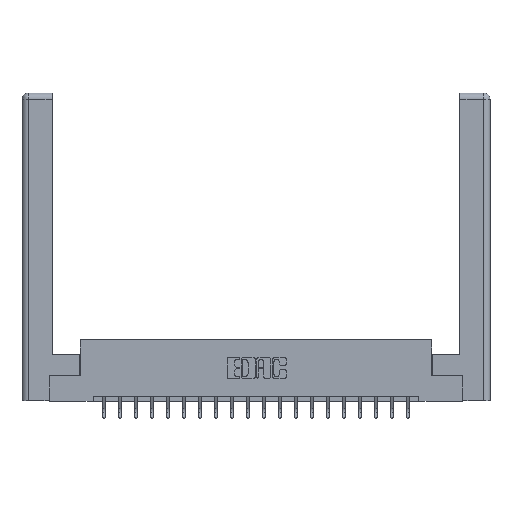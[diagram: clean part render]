
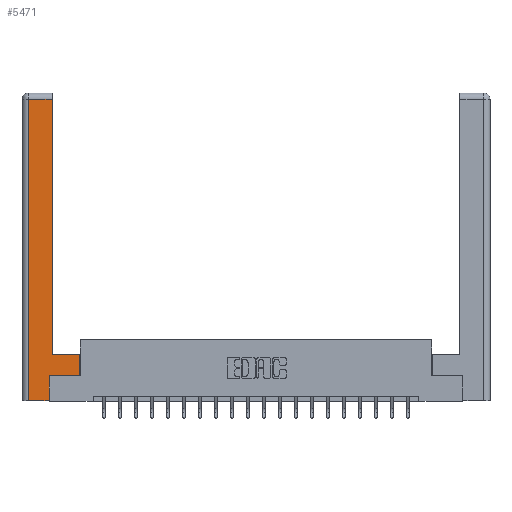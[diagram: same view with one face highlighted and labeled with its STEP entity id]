
A CAD part, top view. The second image highlights one B-rep face of the part: STEP entity #5471.
In plain terms, the highlighted planar face has unit normal (0, 0, 1).
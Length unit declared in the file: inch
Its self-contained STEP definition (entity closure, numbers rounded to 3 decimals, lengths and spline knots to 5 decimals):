
#398 = LINE ( 'NONE', #19429, #2496 ) ;
#408 = VERTEX_POINT ( 'NONE', #4065 ) ;
#855 = EDGE_CURVE ( 'NONE', #7644, #1751, #20647, .T. ) ;
#963 = ORIENTED_EDGE ( 'NONE', *, *, #16162, .T. ) ;
#1087 = LINE ( 'NONE', #9432, #17988 ) ;
#1245 = DIRECTION ( 'NONE',  ( -1., 0., 0. ) ) ;
#1655 = DIRECTION ( 'NONE',  ( 0., 0., -1. ) ) ;
#1751 = VERTEX_POINT ( 'NONE', #20127 ) ;
#2294 = VECTOR ( 'NONE', #16303, 39.37008 ) ;
#2398 = ORIENTED_EDGE ( 'NONE', *, *, #9953, .T. ) ;
#2496 = VECTOR ( 'NONE', #15168, 39.37008 ) ;
#2673 = EDGE_CURVE ( 'NONE', #9515, #13138, #1087, .T. ) ;
#2806 = EDGE_CURVE ( 'NONE', #9501, #9515, #11794, .T. ) ;
#3638 = EDGE_CURVE ( 'NONE', #13848, #9501, #17204, .T. ) ;
#3680 = CARTESIAN_POINT ( 'NONE',  ( 0.295, 2.94, 0. ) ) ;
#4065 = CARTESIAN_POINT ( 'NONE',  ( 0.565, 0.245, 0. ) ) ;
#4505 = VECTOR ( 'NONE', #4777, 39.37008 ) ;
#4777 = DIRECTION ( 'NONE',  ( 1., 0., 0. ) ) ;
#5394 = ORIENTED_EDGE ( 'NONE', *, *, #855, .T. ) ;
#5471 = ADVANCED_FACE ( 'NONE', ( #5590 ), #7993, .F. ) ;
#5590 = FACE_OUTER_BOUND ( 'NONE', #15405, .T. ) ;
#6711 = EDGE_CURVE ( 'NONE', #1751, #408, #398, .T. ) ;
#6897 = VECTOR ( 'NONE', #10863, 39.37008 ) ;
#7432 = CARTESIAN_POINT ( 'NONE',  ( 0.0615, 0., 0. ) ) ;
#7455 = CARTESIAN_POINT ( 'NONE',  ( 0.265, 0., 0. ) ) ;
#7580 = CARTESIAN_POINT ( 'NONE',  ( 0.295, 3., 0. ) ) ;
#7644 = VERTEX_POINT ( 'NONE', #7455 ) ;
#7700 = DIRECTION ( 'NONE',  ( 0., 1., 0. ) ) ;
#7728 = CARTESIAN_POINT ( 'NONE',  ( 0.0615, 2.94, 0. ) ) ;
#7993 = PLANE ( 'NONE',  #13110 ) ;
#8013 = CARTESIAN_POINT ( 'NONE',  ( 0.295, 0.45, 0. ) ) ;
#8105 = ORIENTED_EDGE ( 'NONE', *, *, #2673, .T. ) ;
#8469 = DIRECTION ( 'NONE',  ( -1., 0., 0. ) ) ;
#8817 = LINE ( 'NONE', #21067, #4505 ) ;
#9432 = CARTESIAN_POINT ( 'NONE',  ( 0.0615, 0., 0. ) ) ;
#9501 = VERTEX_POINT ( 'NONE', #3680 ) ;
#9515 = VERTEX_POINT ( 'NONE', #16855 ) ;
#9953 = EDGE_CURVE ( 'NONE', #408, #18564, #10430, .T. ) ;
#10130 = VECTOR ( 'NONE', #17882, 39.37008 ) ;
#10430 = LINE ( 'NONE', #13051, #2294 ) ;
#10863 = DIRECTION ( 'NONE',  ( 0., 1., 0. ) ) ;
#10911 = CARTESIAN_POINT ( 'NONE',  ( 0.265, 0.245, 0. ) ) ;
#10967 = ORIENTED_EDGE ( 'NONE', *, *, #3638, .T. ) ;
#11365 = VECTOR ( 'NONE', #7700, 39.37008 ) ;
#11794 = LINE ( 'NONE', #7728, #12837 ) ;
#12278 = ORIENTED_EDGE ( 'NONE', *, *, #6711, .T. ) ;
#12837 = VECTOR ( 'NONE', #1245, 39.37008 ) ;
#13051 = CARTESIAN_POINT ( 'NONE',  ( 0.565, 0.45, 0. ) ) ;
#13110 = AXIS2_PLACEMENT_3D ( 'NONE', #18334, #1655, #8469 ) ;
#13138 = VERTEX_POINT ( 'NONE', #7432 ) ;
#13848 = VERTEX_POINT ( 'NONE', #15879 ) ;
#14716 = ORIENTED_EDGE ( 'NONE', *, *, #2806, .T. ) ;
#14815 = CARTESIAN_POINT ( 'NONE',  ( 0.565, 0.45, 0. ) ) ;
#15168 = DIRECTION ( 'NONE',  ( 1., 0., 0. ) ) ;
#15405 = EDGE_LOOP ( 'NONE', ( #10967, #14716, #8105, #963, #5394, #12278, #2398, #19271 ) ) ;
#15879 = CARTESIAN_POINT ( 'NONE',  ( 0.295, 0.45, 0. ) ) ;
#16162 = EDGE_CURVE ( 'NONE', #13138, #7644, #8817, .T. ) ;
#16303 = DIRECTION ( 'NONE',  ( 0., 1., 0. ) ) ;
#16855 = CARTESIAN_POINT ( 'NONE',  ( 0.0615, 2.94, 0. ) ) ;
#17204 = LINE ( 'NONE', #7580, #6897 ) ;
#17882 = DIRECTION ( 'NONE',  ( -1., 0., 0. ) ) ;
#17988 = VECTOR ( 'NONE', #20941, 39.37008 ) ;
#18334 = CARTESIAN_POINT ( 'NONE',  ( 0., 0., 0. ) ) ;
#18564 = VERTEX_POINT ( 'NONE', #14815 ) ;
#19271 = ORIENTED_EDGE ( 'NONE', *, *, #20197, .T. ) ;
#19429 = CARTESIAN_POINT ( 'NONE',  ( 0.565, 0.245, 0. ) ) ;
#20127 = CARTESIAN_POINT ( 'NONE',  ( 0.265, 0.245, 0. ) ) ;
#20197 = EDGE_CURVE ( 'NONE', #18564, #13848, #21198, .T. ) ;
#20647 = LINE ( 'NONE', #10911, #11365 ) ;
#20941 = DIRECTION ( 'NONE',  ( 0., -1., 0. ) ) ;
#21067 = CARTESIAN_POINT ( 'NONE',  ( 0.265, 0., 0. ) ) ;
#21198 = LINE ( 'NONE', #8013, #10130 ) ;
